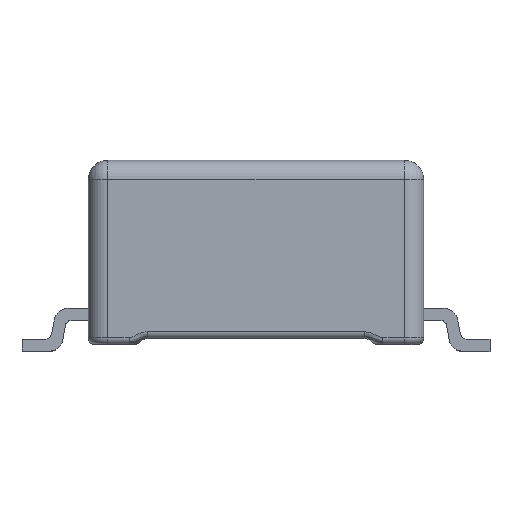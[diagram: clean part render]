
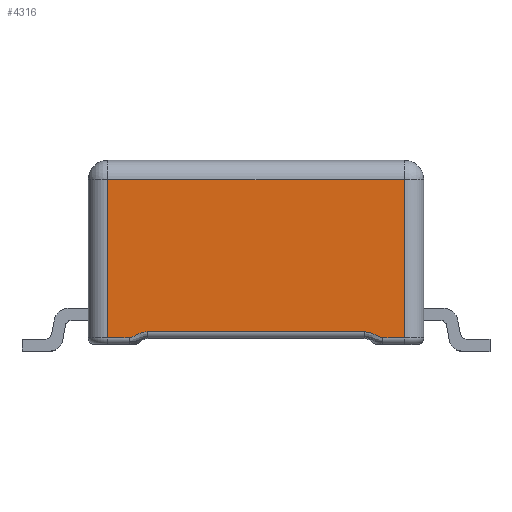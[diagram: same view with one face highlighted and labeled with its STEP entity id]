
A CAD part, top view. The second image highlights one B-rep face of the part: STEP entity #4316.
In plain terms, the highlighted planar face has unit normal (0, 0, 1).
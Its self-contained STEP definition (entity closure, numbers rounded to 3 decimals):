
#101=B_SPLINE_CURVE_WITH_KNOTS('',3,(#7000,#7001,#7002,#7003,#7004,#7005,
#7006,#7007,#7008,#7009,#7010,#7011,#7012,#7013),.UNSPECIFIED.,.F.,.F.,
(4,2,2,2,2,2,4),(0.,0.094,0.125,0.25,0.484,0.5,1.),.UNSPECIFIED.);
#102=B_SPLINE_CURVE_WITH_KNOTS('',3,(#7017,#7018,#7019,#7020,#7021,#7022,
#7023,#7024,#7025,#7026,#7027,#7028,#7029,#7030,#7031,#7032),
 .UNSPECIFIED.,.F.,.F.,(4,2,2,2,2,2,2,4),(0.,0.484,0.5,0.688,0.75,0.844,
0.875,1.),.UNSPECIFIED.);
#510=FACE_OUTER_BOUND('',#776,.T.);
#776=EDGE_LOOP('',(#2794,#2795,#2796,#2797,#2798,#2799,#2800,#2801));
#1033=LINE('',#6392,#1363);
#1085=LINE('',#6996,#1415);
#1086=LINE('',#6998,#1416);
#1087=LINE('',#7015,#1417);
#1088=LINE('',#7034,#1418);
#1089=LINE('',#7035,#1419);
#1363=VECTOR('',#5101,1.);
#1415=VECTOR('',#5179,1.);
#1416=VECTOR('',#5180,1.);
#1417=VECTOR('',#5181,1.);
#1418=VECTOR('',#5182,1.);
#1419=VECTOR('',#5183,1.);
#1696=VERTEX_POINT('',#6389);
#1697=VERTEX_POINT('',#6391);
#1756=VERTEX_POINT('',#6995);
#1757=VERTEX_POINT('',#6997);
#1758=VERTEX_POINT('',#6999);
#1759=VERTEX_POINT('',#7014);
#1760=VERTEX_POINT('',#7016);
#1761=VERTEX_POINT('',#7033);
#2081=EDGE_CURVE('',#1696,#1697,#1033,.T.);
#2148=EDGE_CURVE('',#1696,#1756,#1085,.T.);
#2149=EDGE_CURVE('',#1756,#1757,#1086,.T.);
#2150=EDGE_CURVE('',#1757,#1758,#101,.T.);
#2151=EDGE_CURVE('',#1758,#1759,#1087,.T.);
#2152=EDGE_CURVE('',#1759,#1760,#102,.T.);
#2153=EDGE_CURVE('',#1760,#1761,#1088,.T.);
#2154=EDGE_CURVE('',#1761,#1697,#1089,.T.);
#2794=ORIENTED_EDGE('',*,*,#2081,.F.);
#2795=ORIENTED_EDGE('',*,*,#2148,.T.);
#2796=ORIENTED_EDGE('',*,*,#2149,.T.);
#2797=ORIENTED_EDGE('',*,*,#2150,.T.);
#2798=ORIENTED_EDGE('',*,*,#2151,.T.);
#2799=ORIENTED_EDGE('',*,*,#2152,.T.);
#2800=ORIENTED_EDGE('',*,*,#2153,.T.);
#2801=ORIENTED_EDGE('',*,*,#2154,.T.);
#3964=PLANE('',#4612);
#4316=ADVANCED_FACE('',(#510),#3964,.T.);
#4612=AXIS2_PLACEMENT_3D('',#6994,#5177,#5178);
#5101=DIRECTION('',(1.,0.,0.));
#5177=DIRECTION('center_axis',(0.,0.,1.));
#5178=DIRECTION('ref_axis',(1.,0.,0.));
#5179=DIRECTION('',(0.,-1.,0.));
#5180=DIRECTION('',(1.,0.,0.));
#5181=DIRECTION('',(1.,0.,0.));
#5182=DIRECTION('',(1.,0.,0.));
#5183=DIRECTION('',(0.,1.,0.));
#6389=CARTESIAN_POINT('',(-8.185,3.65,-0.125));
#6391=CARTESIAN_POINT('',(-1.865,3.65,-0.125));
#6392=CARTESIAN_POINT('',(-5.025,3.65,-0.125));
#6994=CARTESIAN_POINT('Origin',(-5.025,4.06,-0.125));
#6995=CARTESIAN_POINT('',(-8.185,0.28,-0.125));
#6996=CARTESIAN_POINT('',(-8.185,4.06,-0.125));
#6997=CARTESIAN_POINT('',(-7.725,0.28,-0.125));
#6998=CARTESIAN_POINT('',(-5.025,0.28,-0.125));
#6999=CARTESIAN_POINT('',(-7.337,0.41,-0.125));
#7000=CARTESIAN_POINT('Ctrl Pts',(-7.725,0.28,-0.125));
#7001=CARTESIAN_POINT('Ctrl Pts',(-7.713,0.28,-0.125));
#7002=CARTESIAN_POINT('Ctrl Pts',(-7.701,0.282,-0.125));
#7003=CARTESIAN_POINT('Ctrl Pts',(-7.684,0.288,-0.125));
#7004=CARTESIAN_POINT('Ctrl Pts',(-7.678,0.29,-0.125));
#7005=CARTESIAN_POINT('Ctrl Pts',(-7.665,0.295,-0.125));
#7006=CARTESIAN_POINT('Ctrl Pts',(-7.651,0.302,-0.125));
#7007=CARTESIAN_POINT('Ctrl Pts',(-7.586,0.338,-0.125));
#7008=CARTESIAN_POINT('Ctrl Pts',(-7.557,0.353,-0.125));
#7009=CARTESIAN_POINT('Ctrl Pts',(-7.539,0.362,-0.125));
#7010=CARTESIAN_POINT('Ctrl Pts',(-7.539,0.362,-0.125));
#7011=CARTESIAN_POINT('Ctrl Pts',(-7.47,0.394,-0.125));
#7012=CARTESIAN_POINT('Ctrl Pts',(-7.403,0.41,-0.125));
#7013=CARTESIAN_POINT('Ctrl Pts',(-7.337,0.41,-0.125));
#7014=CARTESIAN_POINT('',(-2.713,0.41,-0.125));
#7015=CARTESIAN_POINT('',(-5.025,0.41,-0.125));
#7016=CARTESIAN_POINT('',(-2.325,0.28,-0.125));
#7017=CARTESIAN_POINT('Ctrl Pts',(-2.713,0.41,-0.125));
#7018=CARTESIAN_POINT('Ctrl Pts',(-2.65,0.41,-0.125));
#7019=CARTESIAN_POINT('Ctrl Pts',(-2.585,0.395,-0.125));
#7020=CARTESIAN_POINT('Ctrl Pts',(-2.518,0.365,-0.125));
#7021=CARTESIAN_POINT('Ctrl Pts',(-2.514,0.364,-0.125));
#7022=CARTESIAN_POINT('Ctrl Pts',(-2.501,0.358,-0.125));
#7023=CARTESIAN_POINT('Ctrl Pts',(-2.481,0.347,-0.125));
#7024=CARTESIAN_POINT('Ctrl Pts',(-2.443,0.326,-0.125));
#7025=CARTESIAN_POINT('Ctrl Pts',(-2.432,0.32,-0.125));
#7026=CARTESIAN_POINT('Ctrl Pts',(-2.407,0.306,-0.125));
#7027=CARTESIAN_POINT('Ctrl Pts',(-2.394,0.3,-0.125));
#7028=CARTESIAN_POINT('Ctrl Pts',(-2.381,0.293,-0.125));
#7029=CARTESIAN_POINT('Ctrl Pts',(-2.379,0.293,-0.125));
#7030=CARTESIAN_POINT('Ctrl Pts',(-2.358,0.284,-0.125));
#7031=CARTESIAN_POINT('Ctrl Pts',(-2.341,0.28,-0.125));
#7032=CARTESIAN_POINT('Ctrl Pts',(-2.325,0.28,-0.125));
#7033=CARTESIAN_POINT('',(-1.865,0.28,-0.125));
#7034=CARTESIAN_POINT('',(-5.025,0.28,-0.125));
#7035=CARTESIAN_POINT('',(-1.865,4.06,-0.125));
